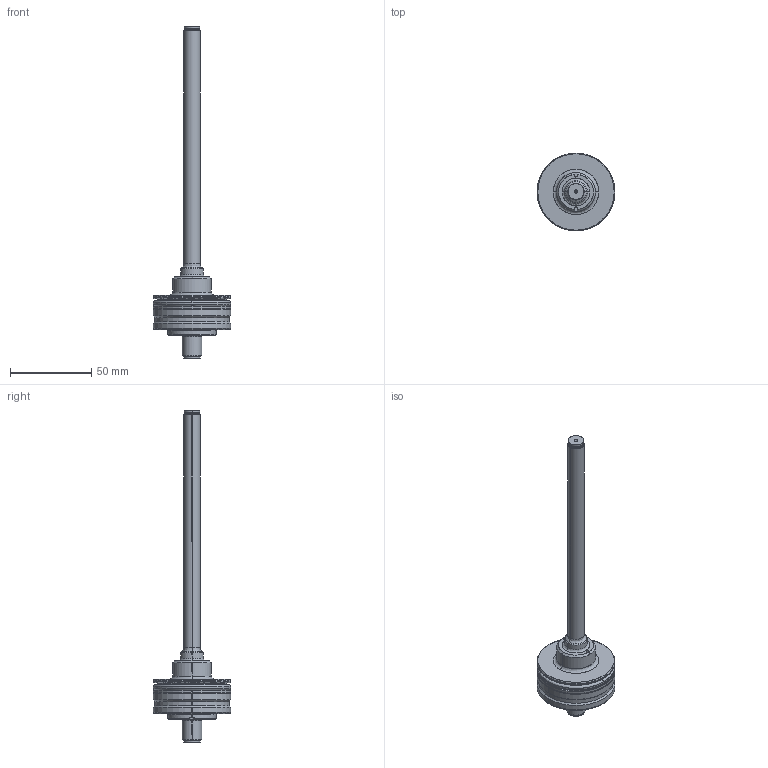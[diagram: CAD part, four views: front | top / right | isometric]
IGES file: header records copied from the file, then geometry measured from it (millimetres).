
Start section: SolidWorks IGES file using analytic representation for surfaces
Global section: file name: TM1-0100-305-___-1__.IGS; native system: SolidWorks 2017; preprocessor: SolidWorks 2017; author: thiel; date: 190628.110858; units: millimetre
Bounding box: 48 x 48 x 204.64 mm (x, y, z)
Surface area: 17480.2 mm2 (no closed solid volume)
Topology: 0 solids, 0 shells, 152 faces, 2225 edges, 2222 vertices
Faces by surface type: revolution 80, bspline 72
